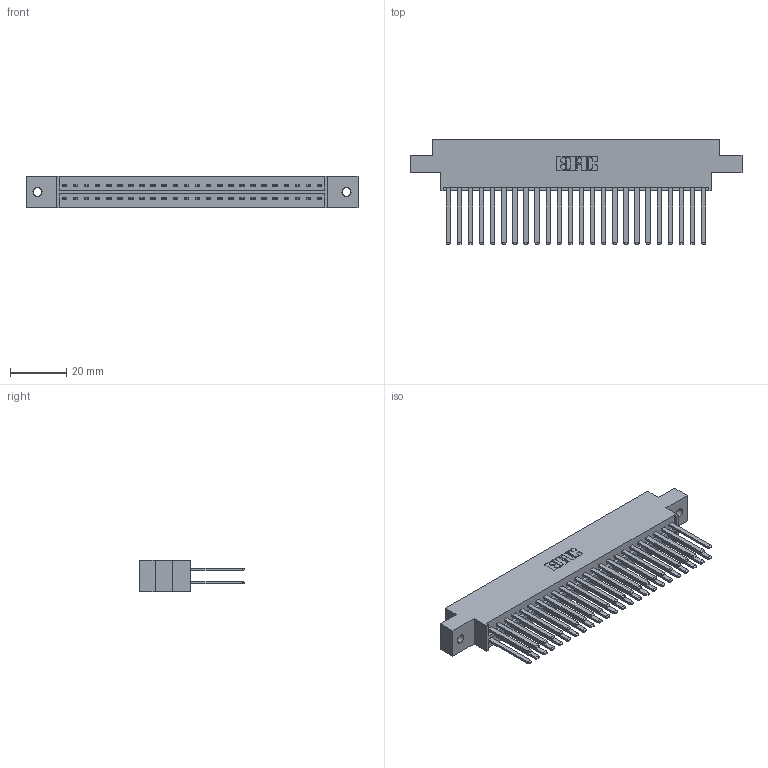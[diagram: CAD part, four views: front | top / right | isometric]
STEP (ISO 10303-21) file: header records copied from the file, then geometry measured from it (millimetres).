
FILE_DESCRIPTION (( 'STEP AP203' ), '1' );
FILE_NAME ('336-048-541-802.STEP', '2020-08-08T00:01:46', ( '' ), ( '' ), 'SwSTEP 2.0', 'SolidWorks 2020', '' );
FILE_SCHEMA (( 'CONFIG_CONTROL_DESIGN' ));
Length unit declared in the file: inch
Products named in the file (3): 336-290-001_336-290-541; 336-048-541-802; 336 Part_Offset - .128 Dia
Assembly tree (49 placements, depth 2):
  336-048-541-802
    336 Part_Offset - .128 Dia
    336-290-001_336-290-541  x48
Bounding box: 118.49 x 37.34 x 11.1 mm (x, y, z)
Volume: 17537.3 mm3; surface area: 22012.5 mm2
Topology: 49 solids, 49 shells, 2134 faces, 6419 edges, 4246 vertices
Faces by surface type: plane 1322, cylinder 812
Entity records: 20790 total; most frequent: CARTESIAN_POINT 3601, ORIENTED_EDGE 3438, DIRECTION 2999, EDGE_CURVE 1719, LINE 1587, VECTOR 1587, VERTEX_POINT 1144, AXIS2_PLACEMENT_3D 706
